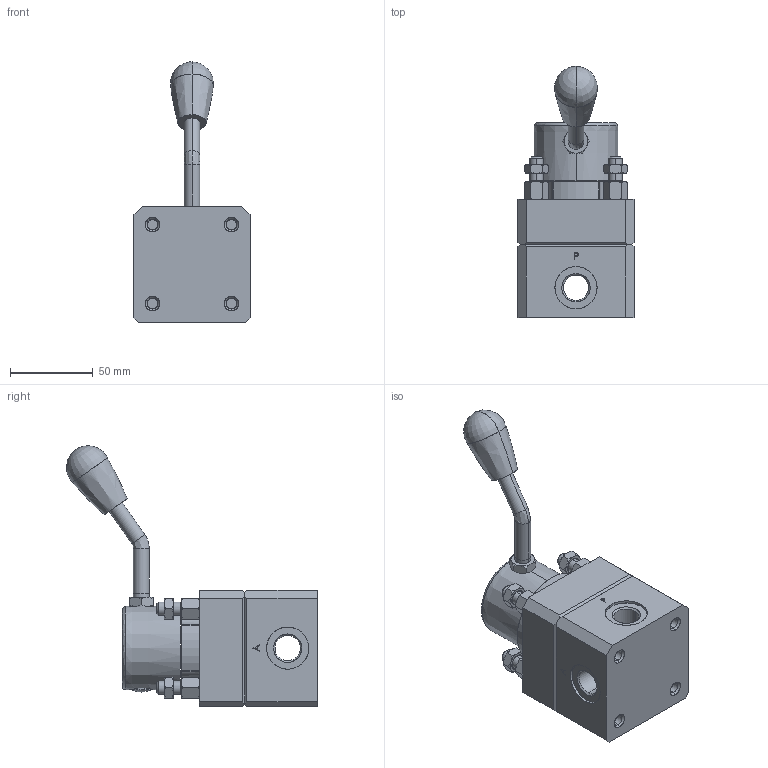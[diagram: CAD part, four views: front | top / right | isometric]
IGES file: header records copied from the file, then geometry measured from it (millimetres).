
Start section: SolidWorks IGES file using analytic representation for surfaces
Global section: file name: ECA'TSK6524-AH11.IGS; native system: SolidWorks 2014; preprocessor: SolidWorks 2014; author: pcw; date: 150716.141917; units: millimetre
Bounding box: 70 x 151.41 x 157.01 mm (x, y, z)
Surface area: 53501.1 mm2 (no closed solid volume)
Topology: 0 solids, 0 shells, 364 faces, 5352 edges, 5350 vertices
Faces by surface type: revolution 195, bspline 169
